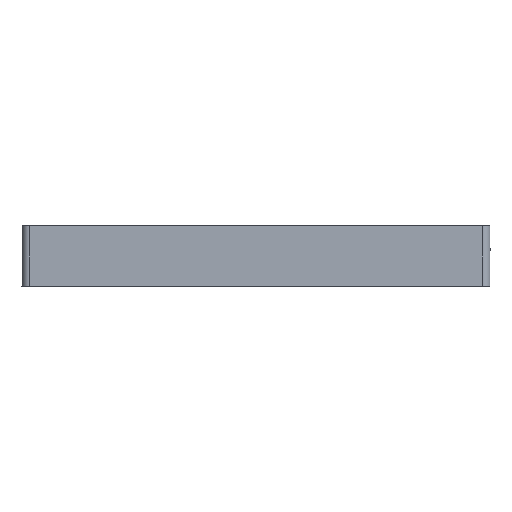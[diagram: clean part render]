
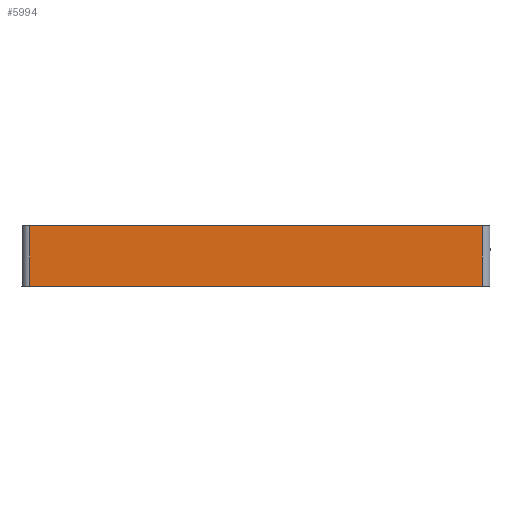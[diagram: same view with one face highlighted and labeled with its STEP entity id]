
A CAD part, front view. The second image highlights one B-rep face of the part: STEP entity #5994.
In plain terms, the highlighted planar face has unit normal (0, -1, 0).
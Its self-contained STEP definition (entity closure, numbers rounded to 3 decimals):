
#373=PLANE('',#6322);
#654=FACE_OUTER_BOUND('',#1026,.T.);
#1026=EDGE_LOOP('',(#5693,#5694,#5695,#5696));
#1527=LINE('',#8771,#2324);
#1585=LINE('',#8916,#2382);
#1711=LINE('',#9140,#2508);
#1712=LINE('',#9142,#2509);
#2324=VECTOR('',#7047,10.);
#2382=VECTOR('',#7169,10.);
#2508=VECTOR('',#7315,10.);
#2509=VECTOR('',#7318,10.);
#3048=VERTEX_POINT('',#8768);
#3049=VERTEX_POINT('',#8770);
#3103=VERTEX_POINT('',#8913);
#3104=VERTEX_POINT('',#8915);
#3708=EDGE_CURVE('',#3048,#3049,#1527,.T.);
#3781=EDGE_CURVE('',#3104,#3103,#1585,.T.);
#3914=EDGE_CURVE('',#3049,#3103,#1711,.T.);
#3915=EDGE_CURVE('',#3104,#3048,#1712,.T.);
#5693=ORIENTED_EDGE('',*,*,#3914,.F.);
#5694=ORIENTED_EDGE('',*,*,#3708,.F.);
#5695=ORIENTED_EDGE('',*,*,#3915,.F.);
#5696=ORIENTED_EDGE('',*,*,#3781,.T.);
#5994=ADVANCED_FACE('',(#654),#373,.T.);
#6322=AXIS2_PLACEMENT_3D('',#9424,#7748,#7749);
#7047=DIRECTION('',(-1.,0.,0.));
#7169=DIRECTION('',(-1.,0.,0.));
#7315=DIRECTION('',(0.,0.,1.));
#7318=DIRECTION('',(0.,0.,-1.));
#7748=DIRECTION('center_axis',(0.,-1.,0.));
#7749=DIRECTION('ref_axis',(-1.,0.,0.));
#8768=CARTESIAN_POINT('',(89.847,-29.061,237.326));
#8770=CARTESIAN_POINT('',(29.847,-29.061,237.326));
#8771=CARTESIAN_POINT('',(90.847,-29.061,237.326));
#8913=CARTESIAN_POINT('',(29.847,-29.061,245.326));
#8915=CARTESIAN_POINT('',(89.847,-29.061,245.326));
#8916=CARTESIAN_POINT('',(90.847,-29.061,245.326));
#9140=CARTESIAN_POINT('',(29.847,-29.061,245.326));
#9142=CARTESIAN_POINT('',(89.847,-29.061,245.326));
#9424=CARTESIAN_POINT('Origin',(90.847,-29.061,245.326));
